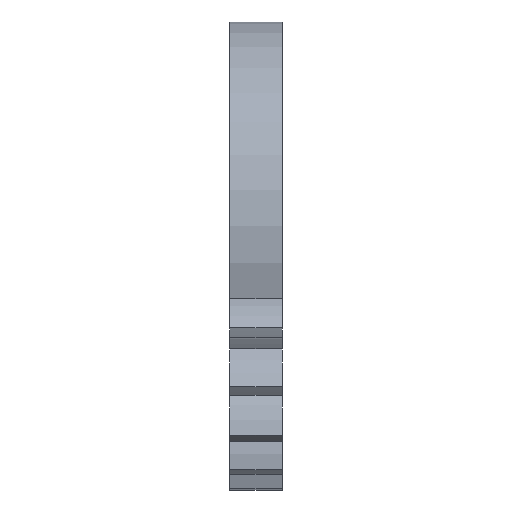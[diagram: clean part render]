
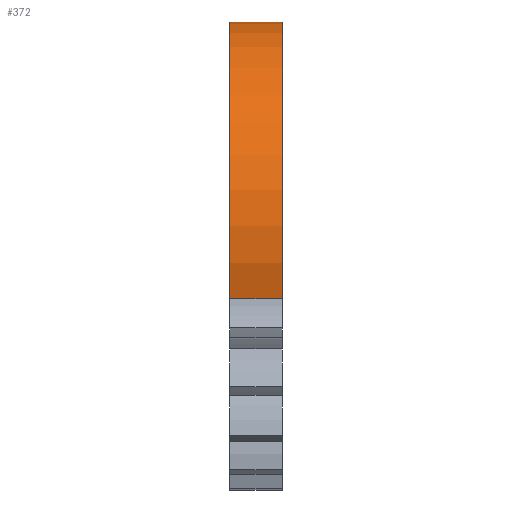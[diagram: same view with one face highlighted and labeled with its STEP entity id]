
A CAD part, left-side view. The second image highlights one B-rep face of the part: STEP entity #372.
In plain terms, the highlighted cylindrical face has radius 12.093 mm (diameter 24.185 mm), a partial arc.
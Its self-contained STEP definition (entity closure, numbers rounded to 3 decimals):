
#70 = VERTEX_POINT ( 'NONE', #1805 ) ;
#74 = ORIENTED_EDGE ( 'NONE', *, *, #1620, .T. ) ;
#83 = CIRCLE ( 'NONE', #848, 12.093 ) ;
#150 = DIRECTION ( 'NONE',  ( 0., 1., 0. ) ) ;
#252 = EDGE_CURVE ( 'NONE', #358, #70, #1768, .T. ) ;
#285 = CARTESIAN_POINT ( 'NONE',  ( -21.635, 0., -3.651 ) ) ;
#358 = VERTEX_POINT ( 'NONE', #1276 ) ;
#372 = ADVANCED_FACE ( 'NONE', ( #1837 ), #1722, .T. ) ;
#398 = CARTESIAN_POINT ( 'NONE',  ( -10.106, 3., 0. ) ) ;
#489 = AXIS2_PLACEMENT_3D ( 'NONE', #398, #813, #828 ) ;
#507 = LINE ( 'NONE', #1433, #741 ) ;
#564 = DIRECTION ( 'NONE',  ( 0., 0., 1. ) ) ;
#605 = AXIS2_PLACEMENT_3D ( 'NONE', #1445, #150, #564 ) ;
#616 = VECTOR ( 'NONE', #1242, 1000. ) ;
#741 = VECTOR ( 'NONE', #1439, 1000. ) ;
#813 = DIRECTION ( 'NONE',  ( 0., -1., 0. ) ) ;
#828 = DIRECTION ( 'NONE',  ( 0., 0., -1. ) ) ;
#848 = AXIS2_PLACEMENT_3D ( 'NONE', #1184, #1605, #880 ) ;
#871 = ORIENTED_EDGE ( 'NONE', *, *, #1657, .T. ) ;
#880 = DIRECTION ( 'NONE',  ( 0., 0., 1. ) ) ;
#894 = VERTEX_POINT ( 'NONE', #1230 ) ;
#1077 = VERTEX_POINT ( 'NONE', #285 ) ;
#1113 = CARTESIAN_POINT ( 'NONE',  ( 1.306, -7., 4. ) ) ;
#1184 = CARTESIAN_POINT ( 'NONE',  ( -10.106, 0., 0. ) ) ;
#1230 = CARTESIAN_POINT ( 'NONE',  ( -21.635, 3., -3.651 ) ) ;
#1242 = DIRECTION ( 'NONE',  ( 0., 1., 0. ) ) ;
#1262 = ORIENTED_EDGE ( 'NONE', *, *, #1590, .F. ) ;
#1276 = CARTESIAN_POINT ( 'NONE',  ( 1.306, 0., 4. ) ) ;
#1433 = CARTESIAN_POINT ( 'NONE',  ( -21.635, 3., -3.651 ) ) ;
#1439 = DIRECTION ( 'NONE',  ( 0., -1., 0. ) ) ;
#1445 = CARTESIAN_POINT ( 'NONE',  ( -10.106, 3., 0. ) ) ;
#1469 = ORIENTED_EDGE ( 'NONE', *, *, #252, .T. ) ;
#1490 = EDGE_LOOP ( 'NONE', ( #871, #1469, #1262, #74 ) ) ;
#1590 = EDGE_CURVE ( 'NONE', #894, #70, #1604, .T. ) ;
#1604 = CIRCLE ( 'NONE', #605, 12.093 ) ;
#1605 = DIRECTION ( 'NONE',  ( 0., 1., 0. ) ) ;
#1620 = EDGE_CURVE ( 'NONE', #894, #1077, #507, .T. ) ;
#1657 = EDGE_CURVE ( 'NONE', #1077, #358, #83, .T. ) ;
#1722 = CYLINDRICAL_SURFACE ( 'NONE', #489, 12.093 ) ;
#1768 = LINE ( 'NONE', #1113, #616 ) ;
#1805 = CARTESIAN_POINT ( 'NONE',  ( 1.306, 3., 4. ) ) ;
#1837 = FACE_OUTER_BOUND ( 'NONE', #1490, .T. ) ;
